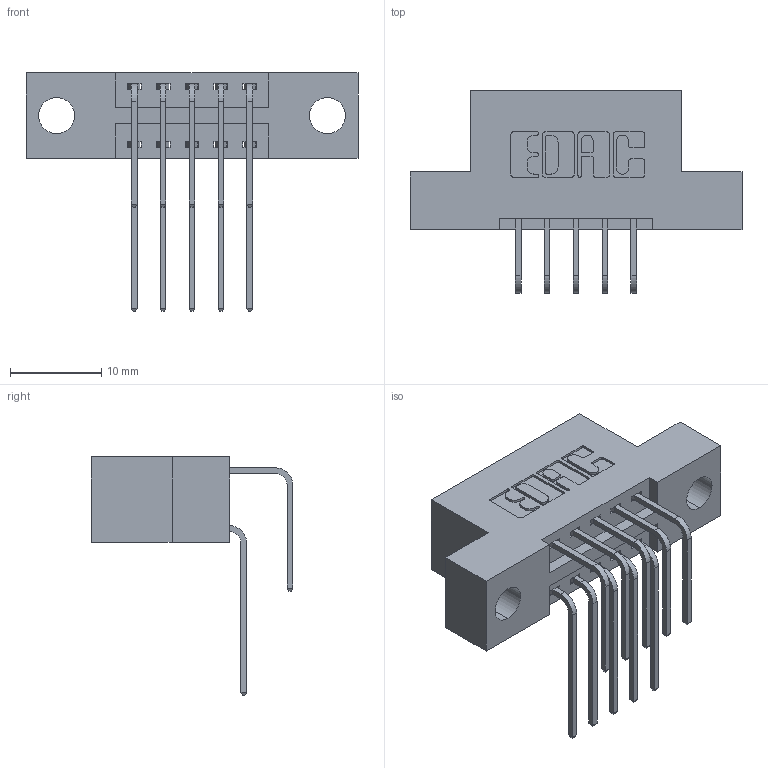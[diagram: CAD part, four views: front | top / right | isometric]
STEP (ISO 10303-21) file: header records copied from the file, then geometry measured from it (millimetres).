
FILE_DESCRIPTION (( 'STEP AP203' ), '1' );
FILE_NAME ('346-010-558-204.STEP', '2022-05-17T18:11:34', ( '' ), ( '' ), 'SwSTEP 2.0', 'SolidWorks 2020', '' );
FILE_SCHEMA (( 'CONFIG_CONTROL_DESIGN' ));
Length unit declared in the file: inch
Products named in the file (4): 345-292-001_558 559 Tail - 1; 345-292-001_558 Tail - 2; 346-010-558-204; 346 Part_Flush Mounting Lugs - 0.156 Dia-TH
Assembly tree (11 placements, depth 2):
  346-010-558-204
    346 Part_Flush Mounting Lugs - 0.156 Dia-TH
    345-292-001_558 559 Tail - 1  x5
    345-292-001_558 Tail - 2  x5
Bounding box: 36.45 x 22.16 x 26.16 mm (x, y, z)
Volume: 3218.6 mm3; surface area: 3967.3 mm2
Topology: 11 solids, 11 shells, 676 faces, 1975 edges, 1302 vertices
Faces by surface type: plane 460, cylinder 216
Entity records: 10447 total; most frequent: CARTESIAN_POINT 1829, ORIENTED_EDGE 1710, DIRECTION 1635, EDGE_CURVE 855, VECTOR 663, LINE 663, VERTEX_POINT 566, AXIS2_PLACEMENT_3D 486
